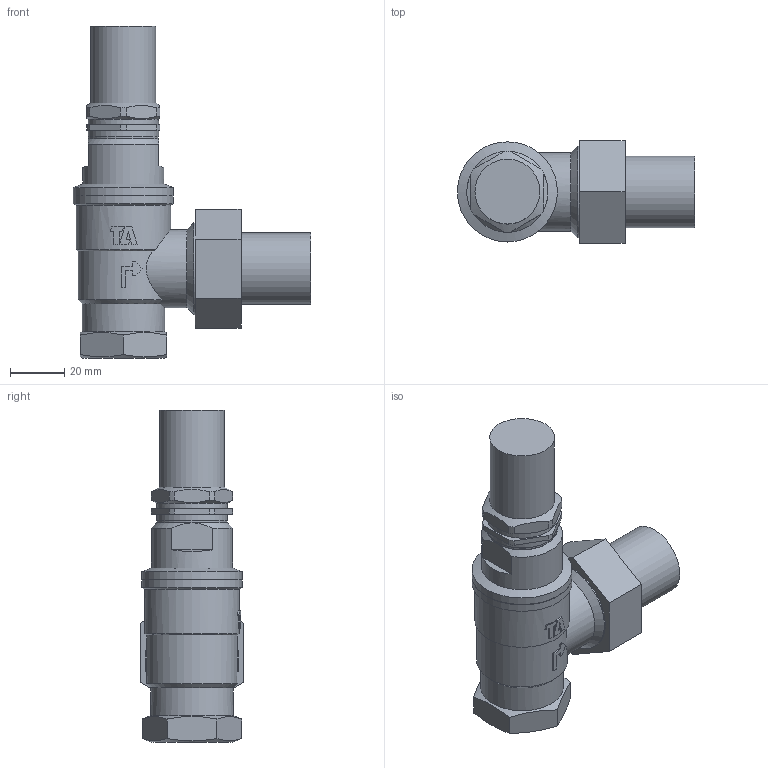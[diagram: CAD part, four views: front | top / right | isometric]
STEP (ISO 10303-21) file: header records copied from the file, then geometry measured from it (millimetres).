
FILE_DESCRIPTION( ( 'Unknown' ), '1' );
FILE_NAME( '52198020.stp', 'Unknown', ( 'Unknown' ), ( 'Unknown' ), 'XStep 1.0', 'Unknown', ' ' );
FILE_SCHEMA( ( 'CONFIG_CONTROL_DESIGN' ) );
Length unit declared in the file: millimetre
Products named in the file (1): 1
Bounding box: 87.71 x 38 x 122.72 mm (x, y, z)
Volume: 124610.5 mm3; surface area: 22270.6 mm2
Topology: 2 solids, 2 shells, 121 faces, 310 edges, 204 vertices
Faces by surface type: plane 78, cylinder 31, cone 12
Full cylindrical faces by diameter (mm): 20 x1, 24 x1, 25.9 x1, 26 x2, 26.44 x1, 29 x1, 30 x1, 30.5 x1, 34 x1, 35 x1, 37 x2
Entity records: 3822 total; most frequent: CARTESIAN_POINT 966, DIRECTION 599, ORIENTED_EDGE 554, EDGE_CURVE 277, AXIS2_PLACEMENT_3D 237, VERTEX_POINT 192, EDGE_LOOP 153, FACE_OUTER_BOUND 133
